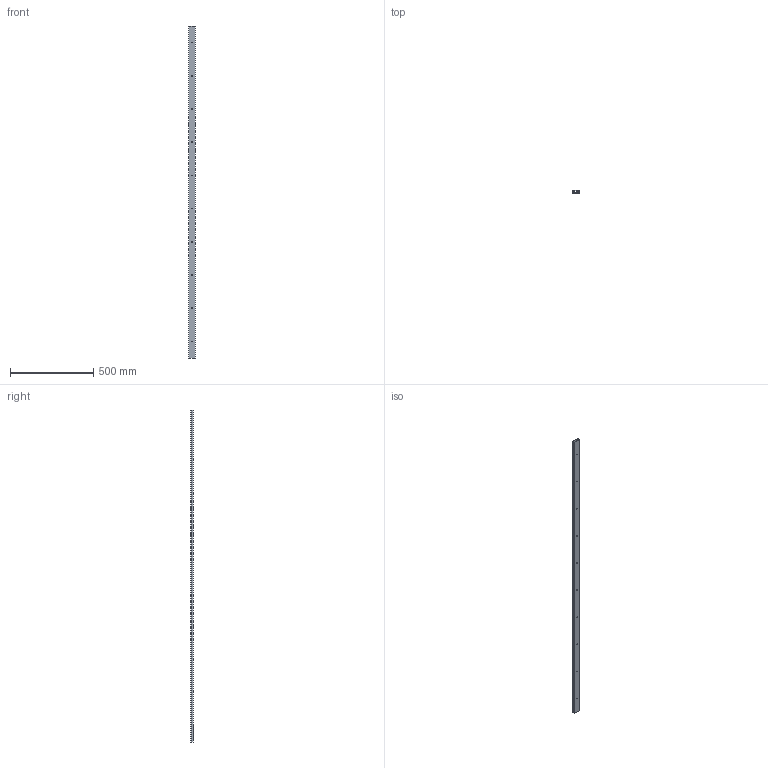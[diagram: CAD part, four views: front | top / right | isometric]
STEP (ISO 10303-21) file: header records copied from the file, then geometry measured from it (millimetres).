
FILE_DESCRIPTION (( 'STEP AP203' ), '1' );
FILE_NAME ('CKK11-040-016-1-K34 Êàáåëü-êàíàë 40õ16 ECOLINE ñîñíà (30 ì).STEP', '2018-06-22T09:32:37', ( '' ), ( '' ), 'SwSTEP 2.0', 'SolidWorks 2014', '' );
FILE_SCHEMA (( 'CONFIG_CONTROL_DESIGN' ));
Length unit declared in the file: millimetre
Products named in the file (2): CKK11-040-016-1-K34 Êàáåëü-êàíàë 40õ16 ECOLINE ñîñíà (30 ì)
Bounding box: 40 x 16 x 2000 mm (x, y, z)
Volume: 214656 mm3; surface area: 492423 mm2
Topology: 2 solids, 2 shells, 48 faces, 132 edges, 88 vertices
Faces by surface type: plane 28, cylinder 20
Entity records: 1729 total; most frequent: DIRECTION 272, CARTESIAN_POINT 270, ORIENTED_EDGE 264, EDGE_CURVE 132, VECTOR 92, LINE 92, AXIS2_PLACEMENT_3D 90, VERTEX_POINT 88
